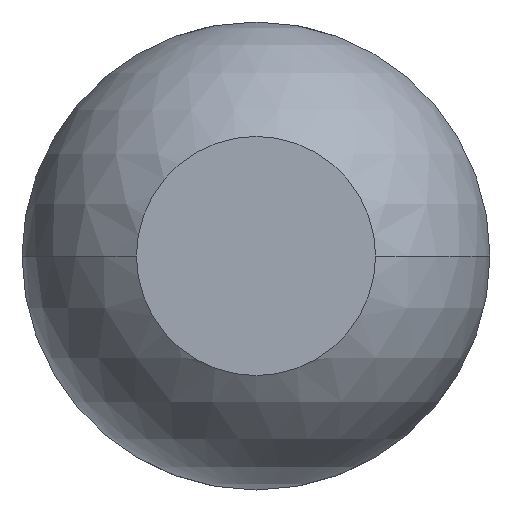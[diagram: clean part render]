
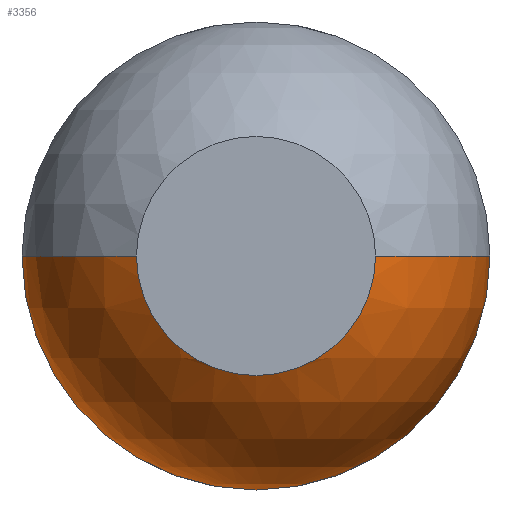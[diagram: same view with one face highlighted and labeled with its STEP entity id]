
A CAD part, front view. The second image highlights one B-rep face of the part: STEP entity #3356.
In plain terms, the highlighted spherical face has radius 0.685 mm.
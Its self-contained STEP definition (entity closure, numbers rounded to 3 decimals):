
#23 = CIRCLE ( 'NONE', #1410, 0.685 ) ;
#46 = AXIS2_PLACEMENT_3D ( 'NONE', #484, #2090, #3424 ) ;
#50 = EDGE_CURVE ( 'Defeature ausgef�hrt1_5+Defeature ausgef�hrt1_4+Defeature ausgef�hrt1_4+Defeature ausgef�hrt1_4', #2916, #3634, #23, .T. ) ;
#51 = EDGE_LOOP ( 'NONE', ( #2428, #356, #2355, #2908, #1804, #836 ) ) ;
#107 = VERTEX_POINT ( 'NONE', #3384 ) ;
#334 = CARTESIAN_POINT ( 'NONE',  ( 0., -30., 0. ) ) ;
#356 = ORIENTED_EDGE ( 'NONE', *, *, #2575, .T. ) ;
#484 = CARTESIAN_POINT ( 'NONE',  ( 0., -29.411, 0. ) ) ;
#505 = VERTEX_POINT ( 'NONE', #4222 ) ;
#688 = VERTEX_POINT ( 'NONE', #2018 ) ;
#836 = ORIENTED_EDGE ( 'NONE', *, *, #3642, .F. ) ;
#840 = CIRCLE ( 'NONE', #2902, 0.35 ) ;
#875 = DIRECTION ( 'NONE',  ( 0., 0., 1. ) ) ;
#876 = CARTESIAN_POINT ( 'NONE',  ( 0., -29.411, -0.685 ) ) ;
#935 = CIRCLE ( 'NONE', #2784, 0.35 ) ;
#1039 = FACE_OUTER_BOUND ( 'NONE', #51, .T. ) ;
#1090 = SPHERICAL_SURFACE ( 'NONE', #46, 0.685 ) ;
#1189 = CARTESIAN_POINT ( 'NONE',  ( 0., -29.411, 0. ) ) ;
#1410 = AXIS2_PLACEMENT_3D ( 'NONE', #3358, #3736, #2713 ) ;
#1478 = EDGE_CURVE ( 'Defeature ausgef�hrt1_13+Defeature ausgef�hrt1_4+Defeature ausgef�hrt1_4+Defeature ausgef�hrt1_4', #505, #688, #935, .T. ) ;
#1544 = CIRCLE ( 'NONE', #2475, 0.685 ) ;
#1606 = DIRECTION ( 'NONE',  ( 0., -1., 0. ) ) ;
#1608 = CIRCLE ( 'NONE', #2503, 0.685 ) ;
#1748 = CIRCLE ( 'NONE', #2250, 0.685 ) ;
#1804 = ORIENTED_EDGE ( 'NONE', *, *, #3476, .F. ) ;
#1923 = DIRECTION ( 'NONE',  ( 0., 0., -1. ) ) ;
#2018 = CARTESIAN_POINT ( 'NONE',  ( 0., -30., -0.35 ) ) ;
#2090 = DIRECTION ( 'NONE',  ( 0., 0., -1. ) ) ;
#2230 = CARTESIAN_POINT ( 'NONE',  ( -0.685, -29.411, 0. ) ) ;
#2250 = AXIS2_PLACEMENT_3D ( 'NONE', #2845, #3192, #2796 ) ;
#2355 = ORIENTED_EDGE ( 'NONE', *, *, #50, .F. ) ;
#2428 = ORIENTED_EDGE ( 'NONE', *, *, #1478, .F. ) ;
#2475 = AXIS2_PLACEMENT_3D ( 'NONE', #4262, #2527, #2538 ) ;
#2503 = AXIS2_PLACEMENT_3D ( 'NONE', #1189, #875, #2852 ) ;
#2507 = VERTEX_POINT ( 'NONE', #4164 ) ;
#2527 = DIRECTION ( 'NONE',  ( 0., 0., -1. ) ) ;
#2538 = DIRECTION ( 'NONE',  ( -1., 0., 0. ) ) ;
#2565 = EDGE_CURVE ( 'Defeature ausgef�hrt1_5+Defeature ausgef�hrt1_4+Defeature ausgef�hrt1_4+Defeature ausgef�hrt1_4', #107, #2916, #1748, .T. ) ;
#2575 = EDGE_CURVE ( 'NONE', #505, #3634, #1544, .T. ) ;
#2713 = DIRECTION ( 'NONE',  ( 0., 0., 1. ) ) ;
#2784 = AXIS2_PLACEMENT_3D ( 'NONE', #3206, #3918, #3550 ) ;
#2796 = DIRECTION ( 'NONE',  ( 0., 0., 1. ) ) ;
#2845 = CARTESIAN_POINT ( 'NONE',  ( 0., -29.411, 0. ) ) ;
#2852 = DIRECTION ( 'NONE',  ( 1., 0., 0. ) ) ;
#2902 = AXIS2_PLACEMENT_3D ( 'NONE', #334, #1606, #1923 ) ;
#2908 = ORIENTED_EDGE ( 'NONE', *, *, #2565, .F. ) ;
#2916 = VERTEX_POINT ( 'NONE', #876 ) ;
#3192 = DIRECTION ( 'NONE',  ( 0., 1., 0. ) ) ;
#3206 = CARTESIAN_POINT ( 'NONE',  ( 0., -30., 0. ) ) ;
#3356 = ADVANCED_FACE ( 'Defeature ausgef�hrt1_4', ( #1039 ), #1090, .T. ) ;
#3358 = CARTESIAN_POINT ( 'NONE',  ( 0., -29.411, 0. ) ) ;
#3384 = CARTESIAN_POINT ( 'NONE',  ( 0.685, -29.411, 0. ) ) ;
#3424 = DIRECTION ( 'NONE',  ( 1., 0., 0. ) ) ;
#3476 = EDGE_CURVE ( 'NONE', #2507, #107, #1608, .T. ) ;
#3550 = DIRECTION ( 'NONE',  ( 0., 0., -1. ) ) ;
#3634 = VERTEX_POINT ( 'NONE', #2230 ) ;
#3642 = EDGE_CURVE ( 'Defeature ausgef�hrt1_13+Defeature ausgef�hrt1_4+Defeature ausgef�hrt1_4+Defeature ausgef�hrt1_4', #688, #2507, #840, .T. ) ;
#3736 = DIRECTION ( 'NONE',  ( 0., 1., 0. ) ) ;
#3918 = DIRECTION ( 'NONE',  ( 0., -1., 0. ) ) ;
#4164 = CARTESIAN_POINT ( 'NONE',  ( 0.35, -30., 0. ) ) ;
#4222 = CARTESIAN_POINT ( 'NONE',  ( -0.35, -30., 0. ) ) ;
#4262 = CARTESIAN_POINT ( 'NONE',  ( 0., -29.411, 0. ) ) ;
